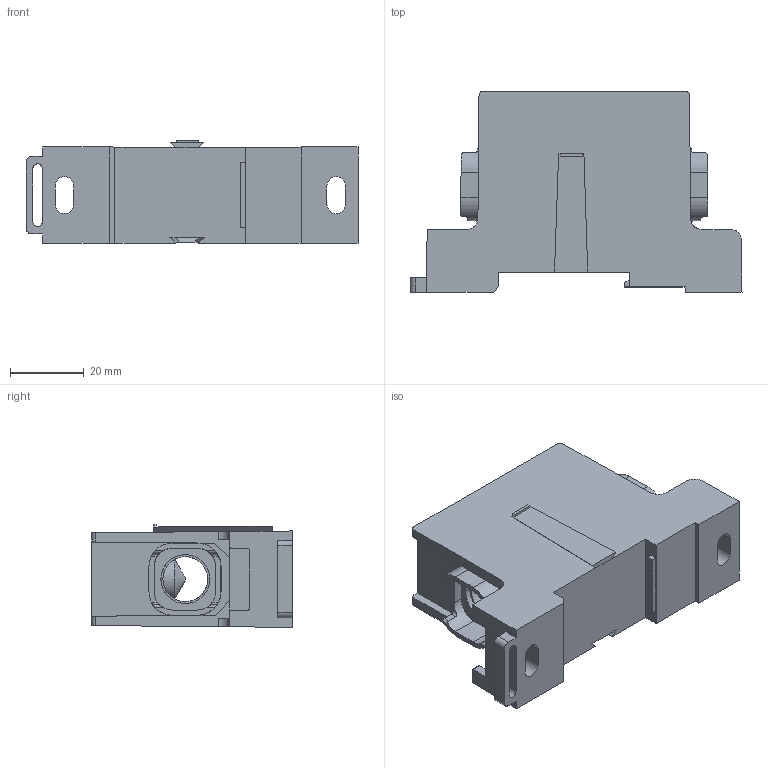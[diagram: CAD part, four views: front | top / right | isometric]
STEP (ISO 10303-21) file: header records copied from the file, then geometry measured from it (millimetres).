
FILE_DESCRIPTION (( 'STEP AP203' ), '1' );
FILE_NAME ('EPDB101.STEP', '2011-10-18T12:31:23', ( '.adc' ), ( '' ), 'SwSTEP 2.0', 'SolidWorks 2011', '' );
FILE_SCHEMA (( 'CONFIG_CONTROL_DESIGN' ));
Length unit declared in the file: inch
Products named in the file (1): EPDB101
Bounding box: 90.14 x 54.51 x 27.87 mm (x, y, z)
Volume: 72905.9 mm3; surface area: 20158.3 mm2
Topology: 2 solids, 2 shells, 215 faces, 600 edges, 398 vertices
Faces by surface type: plane 144, cylinder 69, cone 2
Entity records: 7241 total; most frequent: CARTESIAN_POINT 1650, ORIENTED_EDGE 1200, DIRECTION 1076, EDGE_CURVE 600, VECTOR 444, LINE 444, VERTEX_POINT 398, AXIS2_PLACEMENT_3D 316
